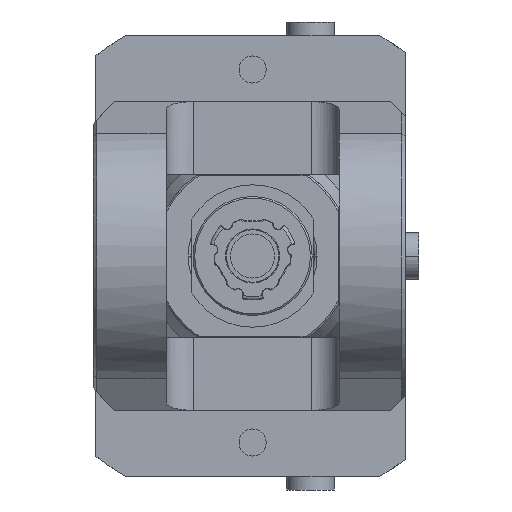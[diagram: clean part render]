
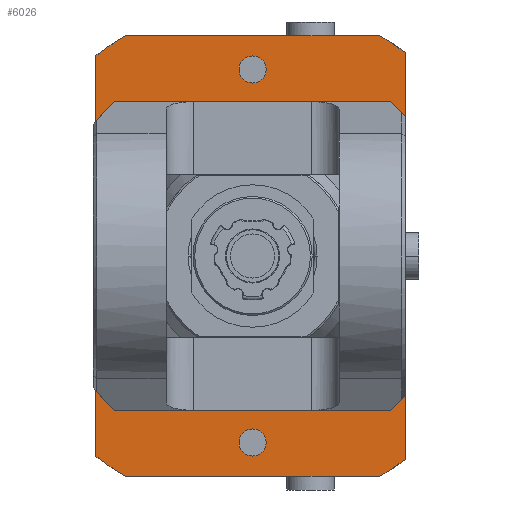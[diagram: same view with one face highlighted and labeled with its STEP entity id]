
A CAD part, left-side view. The second image highlights one B-rep face of the part: STEP entity #6026.
In plain terms, the highlighted planar face has unit normal (-1, 0, 0).
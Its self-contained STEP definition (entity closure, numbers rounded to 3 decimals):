
#10=CARTESIAN_POINT('',(-23.,0.,0.));
#11=DIRECTION('',(-1.,0.,0.));
#12=DIRECTION('',(0.,0.499,0.867));
#13=AXIS2_PLACEMENT_3D('',#10,#11,#12);
#48=CARTESIAN_POINT('',(-23.,0.,0.));
#49=DIRECTION('',(-1.,0.,0.));
#50=DIRECTION('',(0.,0.616,-0.788));
#51=AXIS2_PLACEMENT_3D('',#48,#49,#50);
#89=DIRECTION('',(0.,-1.,0.));
#90=VECTOR('',#89,81.259);
#91=CARTESIAN_POINT('',(-23.,40.629,45.5));
#92=LINE('',#91,#90);
#93=CARTESIAN_POINT('',(-23.,0.,0.));
#94=DIRECTION('',(1.,0.,0.));
#95=DIRECTION('',(0.,0.746,0.666));
#96=AXIS2_PLACEMENT_3D('',#93,#94,#95);
#98=DIRECTION('',(0.,0.,1.));
#99=VECTOR('',#98,81.259);
#100=CARTESIAN_POINT('',(-23.,45.5,-40.629));
#101=LINE('',#100,#99);
#102=CARTESIAN_POINT('',(-23.,0.,0.));
#103=DIRECTION('',(1.,0.,0.));
#104=DIRECTION('',(0.,0.666,-0.746));
#105=AXIS2_PLACEMENT_3D('',#102,#103,#104);
#107=DIRECTION('',(0.,1.,0.));
#108=VECTOR('',#107,81.259);
#109=CARTESIAN_POINT('',(-23.,-40.629,-45.5));
#110=LINE('',#109,#108);
#111=CARTESIAN_POINT('',(-23.,0.,0.));
#112=DIRECTION('',(1.,0.,0.));
#113=DIRECTION('',(0.,-0.738,-0.675));
#114=AXIS2_PLACEMENT_3D('',#111,#112,#113);
#116=DIRECTION('',(0.,0.,-1.));
#117=VECTOR('',#116,18.817);
#118=CARTESIAN_POINT('',(-23.,-45.,-41.183));
#119=LINE('',#118,#117);
#120=DIRECTION('',(0.,1.,0.));
#121=VECTOR('',#120,16.811);
#122=CARTESIAN_POINT('',(-23.,-37.417,-65.));
#123=LINE('',#122,#121);
#124=DIRECTION('',(0.,1.,0.));
#125=VECTOR('',#124,7.211);
#126=CARTESIAN_POINT('',(-23.,-20.606,-65.));
#127=LINE('',#126,#125);
#128=DIRECTION('',(0.,1.,0.));
#129=VECTOR('',#128,50.811);
#130=CARTESIAN_POINT('',(-23.,-13.394,-65.));
#131=LINE('',#130,#129);
#132=DIRECTION('',(0.,0.,1.));
#133=VECTOR('',#132,118.162);
#134=CARTESIAN_POINT('',(-23.,46.2,-59.081));
#135=LINE('',#134,#133);
#136=DIRECTION('',(0.,-1.,0.));
#137=VECTOR('',#136,50.811);
#138=CARTESIAN_POINT('',(-23.,37.417,65.));
#139=LINE('',#138,#137);
#140=DIRECTION('',(0.,-1.,0.));
#141=VECTOR('',#140,7.211);
#142=CARTESIAN_POINT('',(-23.,-13.394,65.));
#143=LINE('',#142,#141);
#144=DIRECTION('',(0.,-1.,0.));
#145=VECTOR('',#144,16.811);
#146=CARTESIAN_POINT('',(-23.,-20.606,65.));
#147=LINE('',#146,#145);
#148=DIRECTION('',(0.,0.,-1.));
#149=VECTOR('',#148,18.817);
#150=CARTESIAN_POINT('',(-23.,-45.,60.));
#151=LINE('',#150,#149);
#152=CARTESIAN_POINT('',(-23.,0.,0.));
#153=DIRECTION('',(1.,0.,0.));
#154=DIRECTION('',(0.,-0.666,0.746));
#155=AXIS2_PLACEMENT_3D('',#152,#153,#154);
#157=CARTESIAN_POINT('',(-23.,0.,55.));
#158=DIRECTION('',(-1.,0.,0.));
#159=DIRECTION('',(0.,0.,1.));
#160=AXIS2_PLACEMENT_3D('',#157,#158,#159);
#162=CARTESIAN_POINT('',(-23.,0.,55.));
#163=DIRECTION('',(-1.,0.,0.));
#164=DIRECTION('',(0.,0.,-1.));
#165=AXIS2_PLACEMENT_3D('',#162,#163,#164);
#167=CARTESIAN_POINT('',(-23.,0.,-55.));
#168=DIRECTION('',(-1.,0.,0.));
#169=DIRECTION('',(0.,0.,1.));
#170=AXIS2_PLACEMENT_3D('',#167,#168,#169);
#172=CARTESIAN_POINT('',(-23.,0.,-55.));
#173=DIRECTION('',(-1.,0.,0.));
#174=DIRECTION('',(0.,0.,-1.));
#175=AXIS2_PLACEMENT_3D('',#172,#173,#174);
#3724=CARTESIAN_POINT('',(-23.,0.,0.));
#3725=DIRECTION('',(1.,0.,0.));
#3726=DIRECTION('',(0.,-0.499,0.867));
#3727=AXIS2_PLACEMENT_3D('',#3724,#3725,#3726);
#3916=CARTESIAN_POINT('',(-23.,0.,0.));
#3917=DIRECTION('',(1.,0.,0.));
#3918=DIRECTION('',(0.,-0.6,-0.8));
#3919=AXIS2_PLACEMENT_3D('',#3916,#3917,#3918);
#4859=CARTESIAN_POINT('',(-23.,46.2,-59.081));
#4860=CARTESIAN_POINT('',(-23.,46.2,59.081));
#4861=VERTEX_POINT('',#4859);
#4862=VERTEX_POINT('',#4860);
#4863=CARTESIAN_POINT('',(-23.,-45.,-60.));
#4864=VERTEX_POINT('',#4863);
#4865=CARTESIAN_POINT('',(-23.,-45.,60.));
#4866=VERTEX_POINT('',#4865);
#4867=CARTESIAN_POINT('',(-23.,37.417,65.));
#4868=VERTEX_POINT('',#4867);
#4869=CARTESIAN_POINT('',(-23.,37.417,-65.));
#4870=VERTEX_POINT('',#4869);
#4871=CARTESIAN_POINT('',(-23.,-37.417,65.));
#4872=VERTEX_POINT('',#4871);
#4873=CARTESIAN_POINT('',(-23.,-37.417,-65.));
#4874=VERTEX_POINT('',#4873);
#4982=CARTESIAN_POINT('',(-23.,-13.394,65.));
#4983=CARTESIAN_POINT('',(-23.,-20.606,65.));
#4984=VERTEX_POINT('',#4982);
#4985=VERTEX_POINT('',#4983);
#5002=CARTESIAN_POINT('',(-23.,-20.606,-65.));
#5003=CARTESIAN_POINT('',(-23.,-13.394,-65.));
#5004=VERTEX_POINT('',#5002);
#5005=VERTEX_POINT('',#5003);
#5584=CARTESIAN_POINT('',(-23.,40.629,45.5));
#5585=CARTESIAN_POINT('',(-23.,-40.629,45.5));
#5586=VERTEX_POINT('',#5584);
#5587=VERTEX_POINT('',#5585);
#5588=CARTESIAN_POINT('',(-23.,-40.629,-45.5));
#5589=CARTESIAN_POINT('',(-23.,40.629,-45.5));
#5590=VERTEX_POINT('',#5588);
#5591=VERTEX_POINT('',#5589);
#5592=CARTESIAN_POINT('',(-23.,-45.,41.183));
#5593=VERTEX_POINT('',#5592);
#5594=CARTESIAN_POINT('',(-23.,-45.,-41.183));
#5595=VERTEX_POINT('',#5594);
#5596=CARTESIAN_POINT('',(-23.,45.5,-40.629));
#5597=VERTEX_POINT('',#5596);
#5598=CARTESIAN_POINT('',(-23.,45.5,40.629));
#5599=VERTEX_POINT('',#5598);
#5646=CARTESIAN_POINT('',(-23.,0.,59.));
#5647=CARTESIAN_POINT('',(-23.,0.,51.));
#5648=VERTEX_POINT('',#5646);
#5649=VERTEX_POINT('',#5647);
#5654=CARTESIAN_POINT('',(-23.,0.,-51.));
#5655=CARTESIAN_POINT('',(-23.,0.,-59.));
#5656=VERTEX_POINT('',#5654);
#5657=VERTEX_POINT('',#5655);
#5972=CARTESIAN_POINT('',(-23.,0.,0.));
#5973=DIRECTION('',(-1.,0.,0.));
#5974=DIRECTION('',(0.,0.,-1.));
#5975=AXIS2_PLACEMENT_3D('',#5972,#5973,#5974);
#5976=PLANE('',#5975);
#5978=ORIENTED_EDGE('',*,*,#5977,.F.);
#5980=ORIENTED_EDGE('',*,*,#5979,.F.);
#5982=ORIENTED_EDGE('',*,*,#5981,.F.);
#5984=ORIENTED_EDGE('',*,*,#5983,.F.);
#5986=ORIENTED_EDGE('',*,*,#5985,.F.);
#5988=ORIENTED_EDGE('',*,*,#5987,.F.);
#5990=ORIENTED_EDGE('',*,*,#5989,.T.);
#5992=ORIENTED_EDGE('',*,*,#5991,.T.);
#5993=ORIENTED_EDGE('',*,*,#5916,.T.);
#5994=ORIENTED_EDGE('',*,*,#5966,.T.);
#5995=ORIENTED_EDGE('',*,*,#5923,.T.);
#5996=ORIENTED_EDGE('',*,*,#5902,.F.);
#5998=ORIENTED_EDGE('',*,*,#5997,.T.);
#5999=ORIENTED_EDGE('',*,*,#5849,.F.);
#6001=ORIENTED_EDGE('',*,*,#6000,.T.);
#6003=ORIENTED_EDGE('',*,*,#6002,.T.);
#6005=ORIENTED_EDGE('',*,*,#6004,.T.);
#6007=ORIENTED_EDGE('',*,*,#6006,.T.);
#6009=ORIENTED_EDGE('',*,*,#6008,.T.);
#6011=ORIENTED_EDGE('',*,*,#6010,.F.);
#6012=EDGE_LOOP('',(#5978,#5980,#5982,#5984,#5986,#5988,#5990,#5992,#5993,#5994,
#5995,#5996,#5998,#5999,#6001,#6003,#6005,#6007,#6009,#6011));
#6013=FACE_OUTER_BOUND('',#6012,.F.);
#6015=ORIENTED_EDGE('',*,*,#6014,.T.);
#6017=ORIENTED_EDGE('',*,*,#6016,.T.);
#6018=EDGE_LOOP('',(#6015,#6017));
#6019=FACE_BOUND('',#6018,.F.);
#6021=ORIENTED_EDGE('',*,*,#6020,.T.);
#6023=ORIENTED_EDGE('',*,*,#6022,.T.);
#6024=EDGE_LOOP('',(#6021,#6023));
#6025=FACE_BOUND('',#6024,.F.);
#6026=ADVANCED_FACE('',(#6013,#6019,#6025),#5976,.T.);
#14=CIRCLE('',#13,75.);
#52=CIRCLE('',#51,75.);
#97=CIRCLE('',#96,61.);
#106=CIRCLE('',#105,61.);
#115=CIRCLE('',#114,61.);
#156=CIRCLE('',#155,61.);
#161=CIRCLE('',#160,4.);
#166=CIRCLE('',#165,4.);
#171=CIRCLE('',#170,4.);
#176=CIRCLE('',#175,4.);
#3728=CIRCLE('',#3727,75.);
#3920=CIRCLE('',#3919,75.);
#5849=EDGE_CURVE('',#4868,#4862,#14,.T.);
#5902=EDGE_CURVE('',#4861,#4870,#52,.T.);
#5916=EDGE_CURVE('',#4874,#5004,#123,.T.);
#5923=EDGE_CURVE('',#5005,#4870,#131,.T.);
#5966=EDGE_CURVE('',#5004,#5005,#127,.T.);
#5977=EDGE_CURVE('',#5586,#5587,#92,.T.);
#5979=EDGE_CURVE('',#5599,#5586,#97,.T.);
#5981=EDGE_CURVE('',#5597,#5599,#101,.T.);
#5983=EDGE_CURVE('',#5591,#5597,#106,.T.);
#5985=EDGE_CURVE('',#5590,#5591,#110,.T.);
#5987=EDGE_CURVE('',#5595,#5590,#115,.T.);
#5989=EDGE_CURVE('',#5595,#4864,#119,.T.);
#5991=EDGE_CURVE('',#4864,#4874,#3920,.T.);
#5997=EDGE_CURVE('',#4861,#4862,#135,.T.);
#6000=EDGE_CURVE('',#4868,#4984,#139,.T.);
#6002=EDGE_CURVE('',#4984,#4985,#143,.T.);
#6004=EDGE_CURVE('',#4985,#4872,#147,.T.);
#6006=EDGE_CURVE('',#4872,#4866,#3728,.T.);
#6008=EDGE_CURVE('',#4866,#5593,#151,.T.);
#6010=EDGE_CURVE('',#5587,#5593,#156,.T.);
#6014=EDGE_CURVE('',#5648,#5649,#161,.T.);
#6016=EDGE_CURVE('',#5649,#5648,#166,.T.);
#6020=EDGE_CURVE('',#5656,#5657,#171,.T.);
#6022=EDGE_CURVE('',#5657,#5656,#176,.T.);
